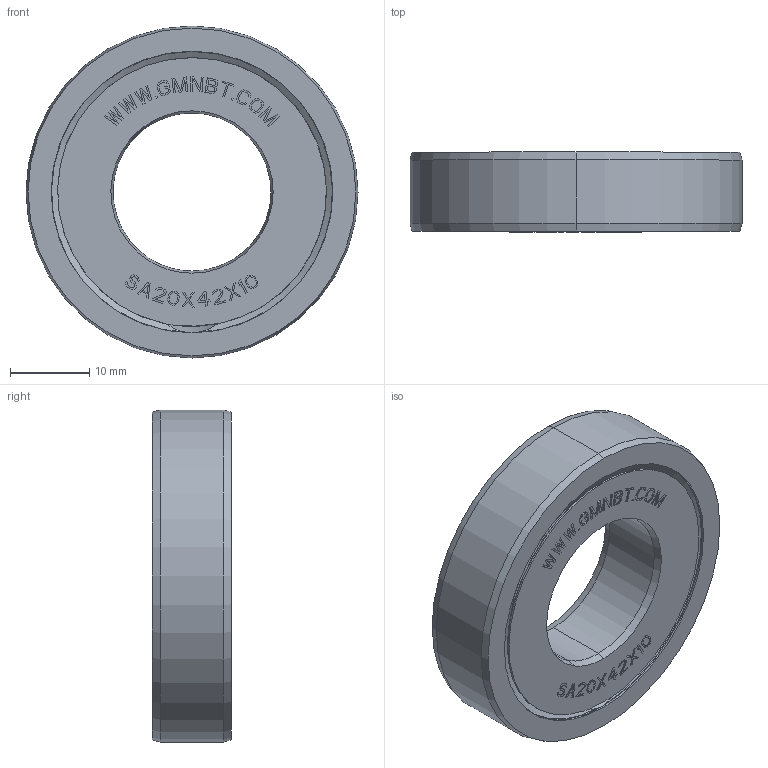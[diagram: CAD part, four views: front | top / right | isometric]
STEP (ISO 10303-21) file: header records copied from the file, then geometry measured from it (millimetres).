
FILE_DESCRIPTION((''),'2;1');
FILE_NAME('SA20X42X10_PRT','2014-11-17T',('sales 4'),(''),'PRO/ENGINEER BY PARAMETRIC TECHNOLOGY CORPORATION, 2013150','PRO/ENGINEER BY PARAMETRIC TECHNOLOGY CORPORATION, 2013150','');
FILE_SCHEMA(('AUTOMOTIVE_DESIGN { 1 0 10303 214 1 1 1 1 }'));
Length unit declared in the file: millimetre
Products named in the file (1): SA20X42X10_PRT
Bounding box: 42 x 10.07 x 42 mm (x, y, z)
Volume: 9861 mm3; surface area: 7684 mm2
Topology: 2 solids, 2 shells, 624 faces, 1724 edges, 1134 vertices
Faces by surface type: plane 547, cone 32, torus 30, cylinder 15
Entity records: 25649 total; most frequent: CARTESIAN_POINT 3852, ORIENTED_EDGE 3448, DIRECTION 3026, PRESENTATION_STYLE_ASSIGNMENT 1798, STYLED_ITEM 1775, CURVE_STYLE 1724, EDGE_CURVE 1724, VECTOR 1560
